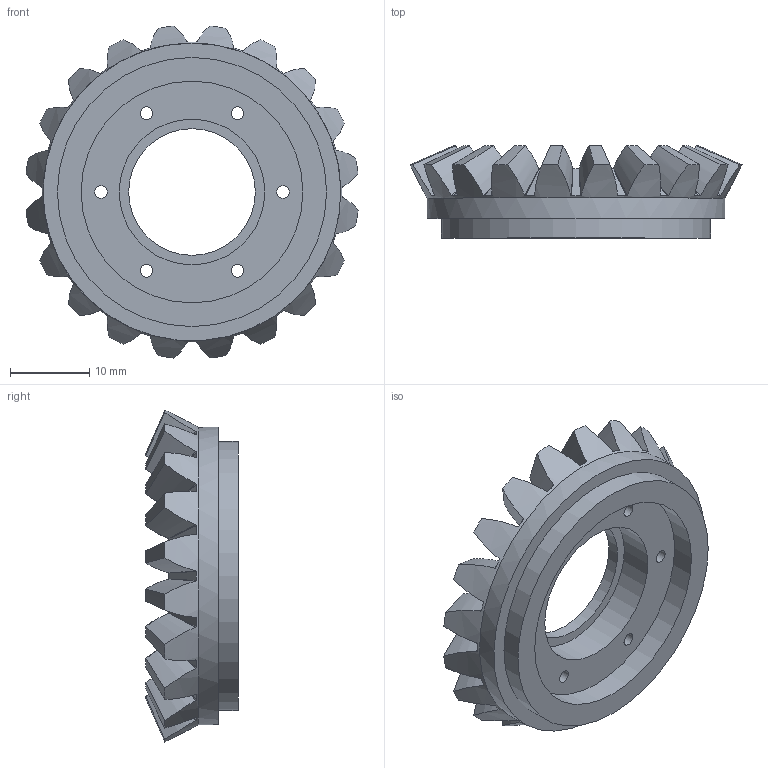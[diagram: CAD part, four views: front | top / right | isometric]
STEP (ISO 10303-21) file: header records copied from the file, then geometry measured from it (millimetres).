
FILE_DESCRIPTION(('STEP AP214'),'1');
FILE_NAME('PCT12108P204 - Stock.stp','2017-05-04T12:28:51',(' '),(' '),'Spatial InterOp 3D',' ',' ');
FILE_SCHEMA(('AUTOMOTIVE_DESIGN { 1 0 10303 214 1 1 1 1 }'));
Length unit declared in the file: millimetre
Products named in the file (1): PCT12108P204 - Stock
Bounding box: 41.94 x 11.68 x 41.94 mm (x, y, z)
Volume: 6519.9 mm3; surface area: 4499.3 mm2
Topology: 1 solids, 1 shells, 139 faces, 447 edges, 270 vertices
Faces by surface type: offset 100, cone 23, cylinder 11, plane 5
Full cylindrical faces by diameter (mm): 1.6 x6, 16 x1, 18.4 x1, 28 x1, 34 x1, 37.614 x1
Entity records: 35837 total; most frequent: CARTESIAN_POINT 31875, ORIENTED_EDGE 776, EDGE_CURVE 388, B_SPLINE_CURVE_WITH_KNOTS 325, VERTEX_POINT 268, DIRECTION 204, EDGE_LOOP 168, FACE_OUTER_BOUND 149
